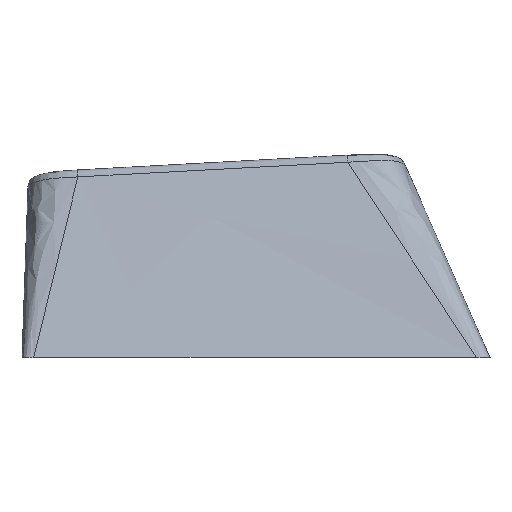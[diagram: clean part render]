
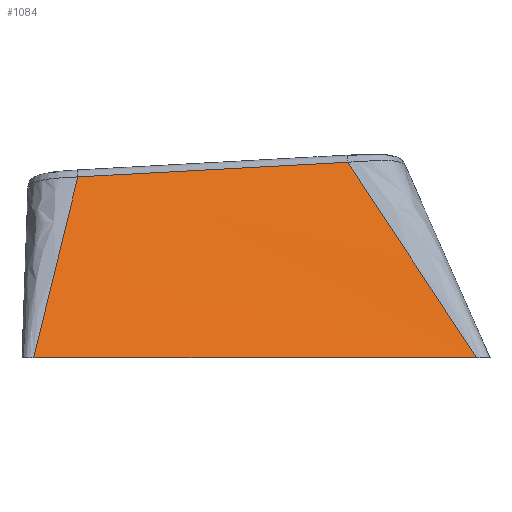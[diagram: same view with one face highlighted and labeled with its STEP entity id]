
A CAD part, left-side view. The second image highlights one B-rep face of the part: STEP entity #1084.
In plain terms, the highlighted free-form (B-spline) face has degree [3, 1] with [4, 2] control points.
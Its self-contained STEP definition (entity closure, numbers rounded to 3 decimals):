
#29=B_SPLINE_SURFACE_WITH_KNOTS('',3,1,((#1694,#1695),(#1696,#1697),(#1698,
#1699),(#1700,#1701)),.UNSPECIFIED.,.F.,.F.,.F.,(4,4),(2,2),(0.,9.24),
(0.,18.1),.UNSPECIFIED.);
#51=FACE_OUTER_BOUND('',#117,.T.);
#117=EDGE_LOOP('',(#738,#739,#740,#741));
#189=B_SPLINE_CURVE_WITH_KNOTS('',3,(#1704,#1705,#1706,#1707,#1708,#1709,
#1710),.UNSPECIFIED.,.F.,.F.,(4,3,4),(-0.187,8.675,10.263),
 .UNSPECIFIED.);
#190=B_SPLINE_CURVE_WITH_KNOTS('',3,(#1711,#1712,#1713,#1714,#1715,#1716,
#1717,#1718,#1719,#1720,#1721,#1722,#1723,#1724,#1725,#1726,#1727,#1728,
#1729,#1730,#1731,#1732),.UNSPECIFIED.,.F.,.F.,(4,3,3,3,3,3,3,4),(0.174,
1.537,2.89,4.23,5.563,6.887,
7.896,8.093),.UNSPECIFIED.);
#191=B_SPLINE_CURVE_WITH_KNOTS('',3,(#1733,#1734,#1735,#1736),
 .UNSPECIFIED.,.F.,.F.,(4,4),(-0.341,9.309),.UNSPECIFIED.);
#223=LINE('',#1497,#334);
#334=VECTOR('',#1228,10.);
#448=VERTEX_POINT('',#1483);
#449=VERTEX_POINT('',#1496);
#467=VERTEX_POINT('',#1702);
#468=VERTEX_POINT('',#1703);
#550=EDGE_CURVE('',#448,#449,#223,.F.);
#572=EDGE_CURVE('',#467,#468,#189,.T.);
#573=EDGE_CURVE('',#468,#449,#190,.T.);
#574=EDGE_CURVE('',#448,#467,#191,.F.);
#738=ORIENTED_EDGE('',*,*,#572,.T.);
#739=ORIENTED_EDGE('',*,*,#573,.T.);
#740=ORIENTED_EDGE('',*,*,#550,.F.);
#741=ORIENTED_EDGE('',*,*,#574,.T.);
#1084=ADVANCED_FACE('',(#51),#29,.T.);
#1228=DIRECTION('',(0.,-1.,0.));
#1483=CARTESIAN_POINT('',(-182.3,96.388,0.));
#1496=CARTESIAN_POINT('',(-182.3,113.513,0.));
#1497=CARTESIAN_POINT('',(-182.3,113.513,0.));
#1694=CARTESIAN_POINT('Ctrl Pts',(-179.275,113.715,7.201));
#1695=CARTESIAN_POINT('Ctrl Pts',(-179.275,99.387,7.989));
#1696=CARTESIAN_POINT('Ctrl Pts',(-180.284,113.799,4.801));
#1697=CARTESIAN_POINT('Ctrl Pts',(-180.284,98.213,5.326));
#1698=CARTESIAN_POINT('Ctrl Pts',(-181.292,113.883,2.4));
#1699=CARTESIAN_POINT('Ctrl Pts',(-181.292,97.04,2.663));
#1700=CARTESIAN_POINT('Ctrl Pts',(-182.3,113.967,0.));
#1701=CARTESIAN_POINT('Ctrl Pts',(-182.3,95.867,0.));
#1702=CARTESIAN_POINT('',(-179.396,101.37,7.559));
#1703=CARTESIAN_POINT('',(-179.405,111.804,6.993));
#1704=CARTESIAN_POINT('Ctrl Pts',(-179.396,101.37,7.559));
#1705=CARTESIAN_POINT('Ctrl Pts',(-179.398,104.319,7.399));
#1706=CARTESIAN_POINT('Ctrl Pts',(-179.401,107.269,7.239));
#1707=CARTESIAN_POINT('Ctrl Pts',(-179.403,110.218,7.079));
#1708=CARTESIAN_POINT('Ctrl Pts',(-179.404,110.747,7.051));
#1709=CARTESIAN_POINT('Ctrl Pts',(-179.404,111.276,7.022));
#1710=CARTESIAN_POINT('Ctrl Pts',(-179.405,111.804,6.993));
#1711=CARTESIAN_POINT('Ctrl Pts',(-179.405,111.804,6.993));
#1712=CARTESIAN_POINT('Ctrl Pts',(-179.568,111.902,6.592));
#1713=CARTESIAN_POINT('Ctrl Pts',(-179.733,112.,6.191));
#1714=CARTESIAN_POINT('Ctrl Pts',(-179.897,112.099,5.79));
#1715=CARTESIAN_POINT('Ctrl Pts',(-180.061,112.196,5.391));
#1716=CARTESIAN_POINT('Ctrl Pts',(-180.225,112.293,4.993));
#1717=CARTESIAN_POINT('Ctrl Pts',(-180.389,112.391,4.595));
#1718=CARTESIAN_POINT('Ctrl Pts',(-180.552,112.487,4.201));
#1719=CARTESIAN_POINT('Ctrl Pts',(-180.715,112.584,3.806));
#1720=CARTESIAN_POINT('Ctrl Pts',(-180.878,112.68,3.412));
#1721=CARTESIAN_POINT('Ctrl Pts',(-181.041,112.776,3.02));
#1722=CARTESIAN_POINT('Ctrl Pts',(-181.204,112.872,2.627));
#1723=CARTESIAN_POINT('Ctrl Pts',(-181.367,112.968,2.235));
#1724=CARTESIAN_POINT('Ctrl Pts',(-181.529,113.063,1.845));
#1725=CARTESIAN_POINT('Ctrl Pts',(-181.692,113.158,1.455));
#1726=CARTESIAN_POINT('Ctrl Pts',(-181.855,113.253,1.065));
#1727=CARTESIAN_POINT('Ctrl Pts',(-181.979,113.326,0.768));
#1728=CARTESIAN_POINT('Ctrl Pts',(-182.103,113.398,0.471));
#1729=CARTESIAN_POINT('Ctrl Pts',(-182.227,113.471,0.174));
#1730=CARTESIAN_POINT('Ctrl Pts',(-182.252,113.485,0.116));
#1731=CARTESIAN_POINT('Ctrl Pts',(-182.276,113.499,0.058));
#1732=CARTESIAN_POINT('Ctrl Pts',(-182.3,113.513,0.));
#1733=CARTESIAN_POINT('Ctrl Pts',(-179.396,101.37,7.559));
#1734=CARTESIAN_POINT('Ctrl Pts',(-180.378,99.707,5.039));
#1735=CARTESIAN_POINT('Ctrl Pts',(-181.343,98.047,2.52));
#1736=CARTESIAN_POINT('Ctrl Pts',(-182.3,96.388,0.));
